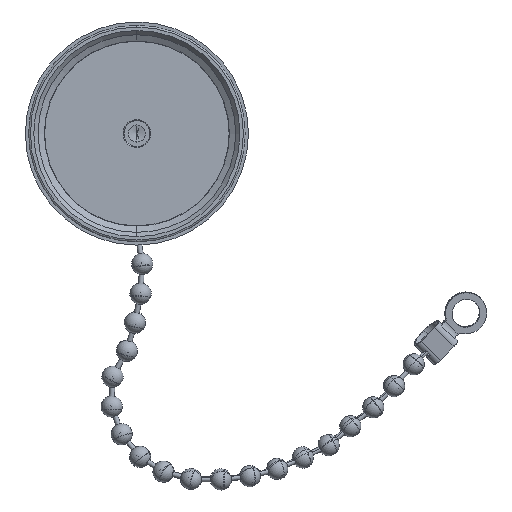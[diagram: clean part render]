
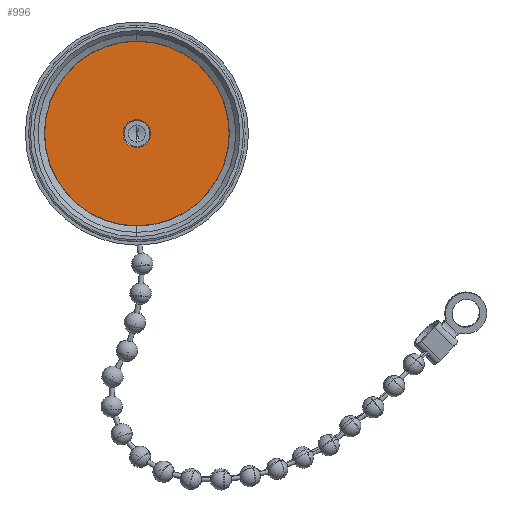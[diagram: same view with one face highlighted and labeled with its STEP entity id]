
A CAD part, left-side view. The second image highlights one B-rep face of the part: STEP entity #996.
In plain terms, the highlighted planar face has unit normal (-1, 0, 0).
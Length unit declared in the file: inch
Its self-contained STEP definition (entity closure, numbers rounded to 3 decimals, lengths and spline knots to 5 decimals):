
#337 = CARTESIAN_POINT ( 'NONE',  ( 0.591, 0., 0.078 ) ) ;
#472 = CARTESIAN_POINT ( 'NONE',  ( 0.591, 0., 0.5785 ) ) ;
#482 = CARTESIAN_POINT ( 'NONE',  ( 0.591, 0., -0.5785 ) ) ;
#628 = CIRCLE ( 'NONE', #2649, 0.078 ) ;
#631 = CIRCLE ( 'NONE', #2650, 0.5785 ) ;
#719 = CARTESIAN_POINT ( 'NONE',  ( 0.591, 0., -0.078 ) ) ;
#996 = ADVANCED_FACE ( 'NONE', ( #2077, #2057 ), #1368, .F. ) ;
#1172 = CIRCLE ( 'NONE', #2597, 0.078 ) ;
#1211 = CIRCLE ( 'NONE', #2594, 0.5785 ) ;
#1368 = PLANE ( 'NONE',  #3106 ) ;
#1406 = DIRECTION ( 'NONE',  ( 1., 0., 0. ) ) ;
#1425 = CARTESIAN_POINT ( 'NONE',  ( 0.591, 0., 0. ) ) ;
#1475 = DIRECTION ( 'NONE',  ( 0., 0., -1. ) ) ;
#1830 = CARTESIAN_POINT ( 'NONE',  ( 0.591, 0., 0. ) ) ;
#1877 = CARTESIAN_POINT ( 'NONE',  ( 0.591, 0., 0. ) ) ;
#1885 = DIRECTION ( 'NONE',  ( 1., 0., 0. ) ) ;
#1891 = DIRECTION ( 'NONE',  ( 0., 0., -1. ) ) ;
#1899 = DIRECTION ( 'NONE',  ( 1., 0., 0. ) ) ;
#1900 = DIRECTION ( 'NONE',  ( 0., 0., -1. ) ) ;
#2057 = FACE_BOUND ( 'NONE', #3892, .T. ) ;
#2077 = FACE_OUTER_BOUND ( 'NONE', #3913, .T. ) ;
#2265 = EDGE_CURVE ( 'NONE', #3991, #3983, #1211, .T. ) ;
#2279 = EDGE_CURVE ( 'NONE', #4075, #3882, #1172, .T. ) ;
#2594 = AXIS2_PLACEMENT_3D ( 'NONE', #3761, #3760, #3758 ) ;
#2597 = AXIS2_PLACEMENT_3D ( 'NONE', #3709, #3708, #3707 ) ;
#2649 = AXIS2_PLACEMENT_3D ( 'NONE', #1877, #1885, #1891 ) ;
#2650 = AXIS2_PLACEMENT_3D ( 'NONE', #1830, #1899, #1900 ) ;
#2982 = EDGE_CURVE ( 'NONE', #3882, #4075, #628, .T. ) ;
#2984 = EDGE_CURVE ( 'NONE', #3983, #3991, #631, .T. ) ;
#3106 = AXIS2_PLACEMENT_3D ( 'NONE', #1425, #1406, #1475 ) ;
#3707 = DIRECTION ( 'NONE',  ( 0., 0., -1. ) ) ;
#3708 = DIRECTION ( 'NONE',  ( 1., 0., 0. ) ) ;
#3709 = CARTESIAN_POINT ( 'NONE',  ( 0.591, 0., 0. ) ) ;
#3758 = DIRECTION ( 'NONE',  ( 0., 0., -1. ) ) ;
#3760 = DIRECTION ( 'NONE',  ( 1., 0., 0. ) ) ;
#3761 = CARTESIAN_POINT ( 'NONE',  ( 0.591, 0., 0. ) ) ;
#3882 = VERTEX_POINT ( 'NONE', #719 ) ;
#3889 = ORIENTED_EDGE ( 'NONE', *, *, #2279, .T. ) ;
#3891 = ORIENTED_EDGE ( 'NONE', *, *, #2982, .T. ) ;
#3892 = EDGE_LOOP ( 'NONE', ( #3889, #3891 ) ) ;
#3913 = EDGE_LOOP ( 'NONE', ( #3932, #3915 ) ) ;
#3915 = ORIENTED_EDGE ( 'NONE', *, *, #2265, .F. ) ;
#3932 = ORIENTED_EDGE ( 'NONE', *, *, #2984, .F. ) ;
#3983 = VERTEX_POINT ( 'NONE', #482 ) ;
#3991 = VERTEX_POINT ( 'NONE', #472 ) ;
#4075 = VERTEX_POINT ( 'NONE', #337 ) ;
